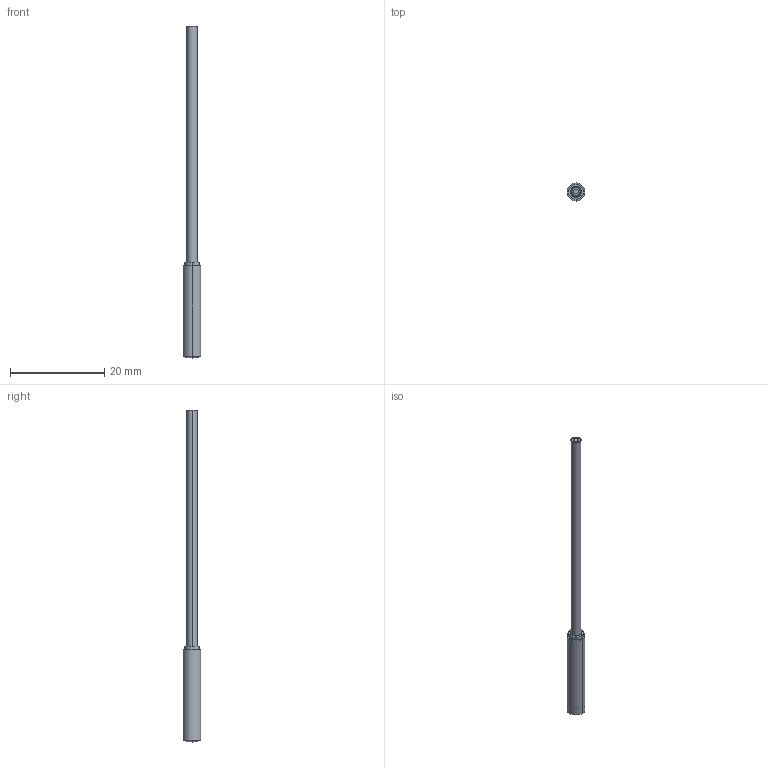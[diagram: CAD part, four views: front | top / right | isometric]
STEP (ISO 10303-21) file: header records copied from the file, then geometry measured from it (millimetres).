
FILE_DESCRIPTION((''),'2;1');
FILE_NAME('193390_ASM','2016-03-02T',('pdmadmin'),(''),'PRO/ENGINEER BY PARAMETRIC TECHNOLOGY CORPORATION, 2013230','PRO/ENGINEER BY PARAMETRIC TECHNOLOGY CORPORATION, 2013230','');
FILE_SCHEMA(('CONFIG_CONTROL_DESIGN'));
Length unit declared in the file: inch
Products named in the file (6): 107115; 115986; 115985; 59518; 79308_ASM; 193390_ASM
Assembly tree (5 placements, depth 3):
  193390_ASM
    79308_ASM
      107115
      115986
      115985
      59518
Bounding box: 3.81 x 3.81 x 70.31 mm (x, y, z)
Volume: 310.4 mm3; surface area: 1940.1 mm2
Topology: 6 solids, 6 shells, 43 faces, 86 edges, 54 vertices
Faces by surface type: cylinder 26, plane 13, sphere 4
Entity records: 1303 total; most frequent: DIRECTION 254, CARTESIAN_POINT 194, ORIENTED_EDGE 164, AXIS2_PLACEMENT_3D 114, EDGE_CURVE 82, CIRCLE 56, VERTEX_POINT 54, EDGE_LOOP 54
